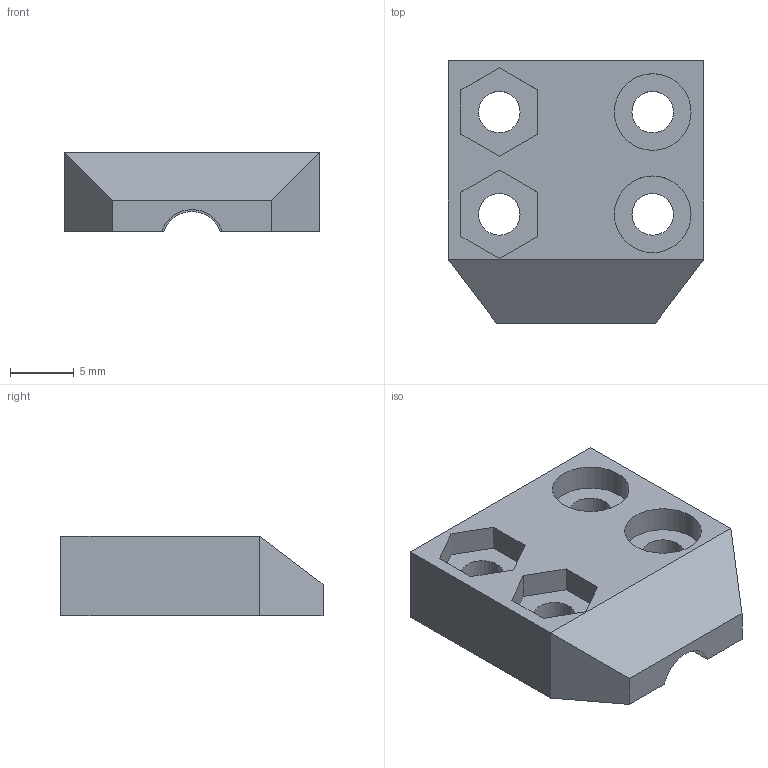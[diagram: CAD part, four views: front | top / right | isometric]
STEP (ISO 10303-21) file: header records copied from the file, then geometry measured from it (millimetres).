
FILE_DESCRIPTION (( 'STEP AP203' ), '1' );
FILE_NAME ('z_couple_4.STEP', '2013-06-24T14:36:37', ( 'LVG' ), ( 'MouseComputer PC' ), 'SwSTEP 2.0', 'SolidWorks 2013', '' );
FILE_SCHEMA (( 'CONFIG_CONTROL_DESIGN' ));
Length unit declared in the file: millimetre
Products named in the file (1): z_couple_4
Bounding box: 20 x 20.5 x 6.25 mm (x, y, z)
Volume: 1805.2 mm3; surface area: 1493.4 mm2
Topology: 1 solids, 1 shells, 41 faces, 103 edges, 68 vertices
Faces by surface type: plane 27, cylinder 14
Entity records: 1322 total; most frequent: DIRECTION 215, CARTESIAN_POINT 213, ORIENTED_EDGE 206, EDGE_CURVE 103, VECTOR 75, LINE 75, AXIS2_PLACEMENT_3D 70, VERTEX_POINT 68
